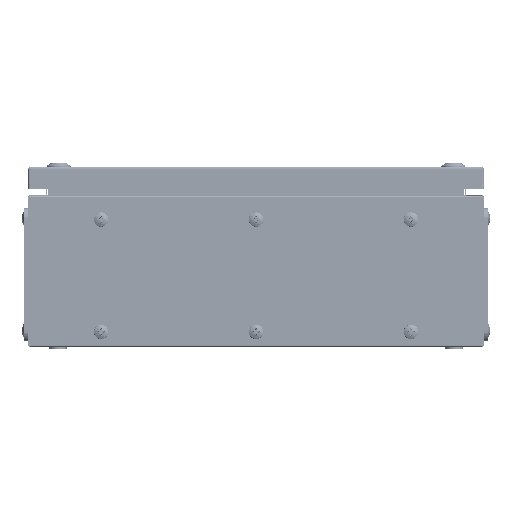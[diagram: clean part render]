
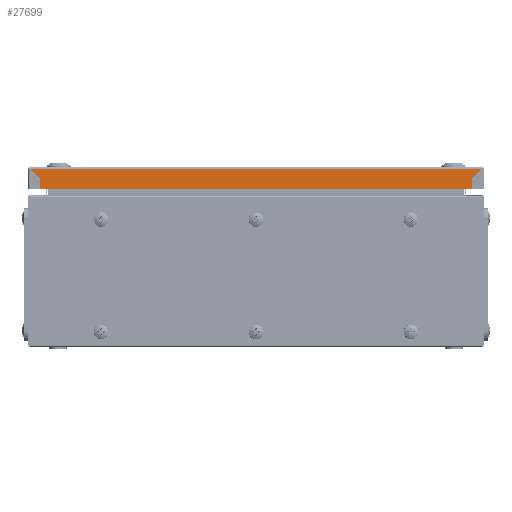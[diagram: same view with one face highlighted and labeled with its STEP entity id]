
A CAD part, left-side view. The second image highlights one B-rep face of the part: STEP entity #27699.
In plain terms, the highlighted face is planar.
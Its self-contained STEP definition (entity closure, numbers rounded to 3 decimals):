
#26021 = AXIS2_PLACEMENT_3D ( 'NONE', #46356, #46381, #46383 ) ;
#27699 = ADVANCED_FACE ( 'NONE', ( #46375 ), #46377, .F. ) ;
#30054 = EDGE_CURVE ( 'NONE', #70793, #70776, #33342, .T. ) ;
#30081 = EDGE_CURVE ( 'NONE', #70793, #70782, #33385, .T. ) ;
#30085 = EDGE_CURVE ( 'NONE', #70784, #70776, #33399, .T. ) ;
#30098 = EDGE_CURVE ( 'NONE', #70782, #70799, #33439, .T. ) ;
#30103 = EDGE_CURVE ( 'NONE', #70799, #70810, #33446, .T. ) ;
#30106 = EDGE_CURVE ( 'NONE', #70810, #70784, #33453, .T. ) ;
#33342 = LINE ( 'NONE', #33370, #42082 ) ;
#33370 = CARTESIAN_POINT ( 'NONE',  ( 142., -300., 1.1 ) ) ;
#33374 = DIRECTION ( 'NONE',  ( -1., 0., 0. ) ) ;
#33385 = LINE ( 'NONE', #33412, #42097 ) ;
#33399 = LINE ( 'NONE', #33419, #42099 ) ;
#33412 = CARTESIAN_POINT ( 'NONE',  ( 142., -300., 8. ) ) ;
#33417 = DIRECTION ( 'NONE',  ( -0.707, 0., 0.707 ) ) ;
#33419 = CARTESIAN_POINT ( 'NONE',  ( -142., -300., 8. ) ) ;
#33423 = DIRECTION ( 'NONE',  ( -0.707, 0., -0.707 ) ) ;
#33439 = LINE ( 'NONE', #33442, #42108 ) ;
#33442 = CARTESIAN_POINT ( 'NONE',  ( 142., -300., 14.5 ) ) ;
#33444 = DIRECTION ( 'NONE',  ( 0., 0., 1. ) ) ;
#33446 = LINE ( 'NONE', #33449, #42110 ) ;
#33449 = CARTESIAN_POINT ( 'NONE',  ( -142., -300., 14.5 ) ) ;
#33451 = DIRECTION ( 'NONE',  ( -1., 0., 0. ) ) ;
#33453 = LINE ( 'NONE', #33456, #42112 ) ;
#33456 = CARTESIAN_POINT ( 'NONE',  ( -142., -300., 14.5 ) ) ;
#33458 = DIRECTION ( 'NONE',  ( 0., 0., -1. ) ) ;
#39261 = CARTESIAN_POINT ( 'NONE',  ( -148.9, -300., 1.1 ) ) ;
#39267 = CARTESIAN_POINT ( 'NONE',  ( 142., -300., 8. ) ) ;
#39270 = CARTESIAN_POINT ( 'NONE',  ( -142., -300., 8. ) ) ;
#39279 = CARTESIAN_POINT ( 'NONE',  ( 148.9, -300., 1.1 ) ) ;
#39285 = CARTESIAN_POINT ( 'NONE',  ( 142., -300., 14.5 ) ) ;
#39297 = CARTESIAN_POINT ( 'NONE',  ( -142., -300., 14.5 ) ) ;
#42082 = VECTOR ( 'NONE', #33374, 1000. ) ;
#42097 = VECTOR ( 'NONE', #33417, 1000. ) ;
#42099 = VECTOR ( 'NONE', #33423, 1000. ) ;
#42108 = VECTOR ( 'NONE', #33444, 1000. ) ;
#42110 = VECTOR ( 'NONE', #33451, 1000. ) ;
#42112 = VECTOR ( 'NONE', #33458, 1000. ) ;
#46356 = CARTESIAN_POINT ( 'NONE',  ( 142., -300., 1. ) ) ;
#46375 = FACE_OUTER_BOUND ( 'NONE', #82526, .T. ) ;
#46377 = PLANE ( 'NONE',  #26021 ) ;
#46381 = DIRECTION ( 'NONE',  ( 0., 1., 0. ) ) ;
#46383 = DIRECTION ( 'NONE',  ( -1., 0., 0. ) ) ;
#70776 = VERTEX_POINT ( 'NONE', #39261 ) ;
#70782 = VERTEX_POINT ( 'NONE', #39267 ) ;
#70784 = VERTEX_POINT ( 'NONE', #39270 ) ;
#70793 = VERTEX_POINT ( 'NONE', #39279 ) ;
#70799 = VERTEX_POINT ( 'NONE', #39285 ) ;
#70810 = VERTEX_POINT ( 'NONE', #39297 ) ;
#81243 = ORIENTED_EDGE ( 'NONE', *, *, #30054, .F. ) ;
#81244 = ORIENTED_EDGE ( 'NONE', *, *, #30081, .T. ) ;
#81245 = ORIENTED_EDGE ( 'NONE', *, *, #30098, .T. ) ;
#81246 = ORIENTED_EDGE ( 'NONE', *, *, #30103, .T. ) ;
#81247 = ORIENTED_EDGE ( 'NONE', *, *, #30106, .T. ) ;
#81248 = ORIENTED_EDGE ( 'NONE', *, *, #30085, .T. ) ;
#82526 = EDGE_LOOP ( 'NONE', ( #81243, #81244, #81245, #81246, #81247, #81248 ) ) ;
